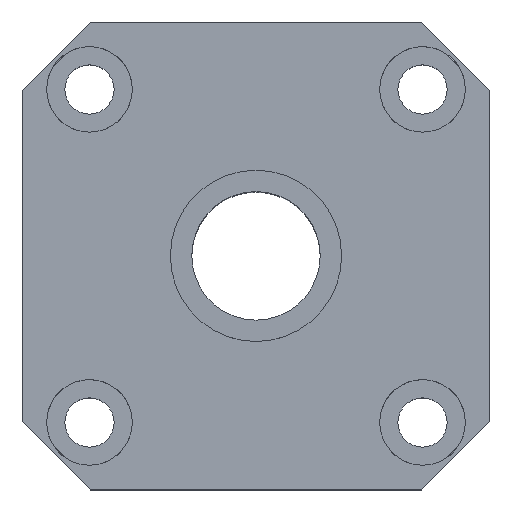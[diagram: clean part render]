
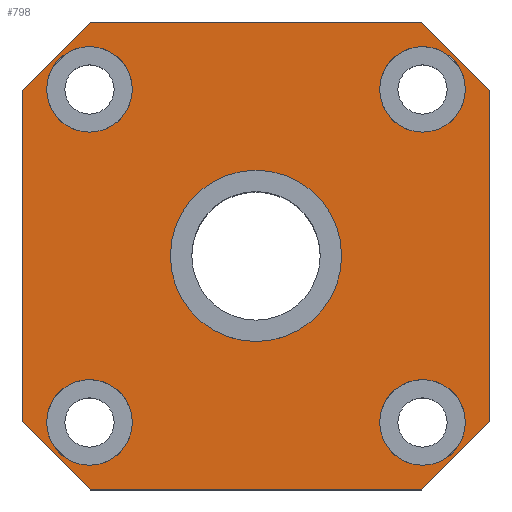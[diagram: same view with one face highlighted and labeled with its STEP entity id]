
A CAD part, top view. The second image highlights one B-rep face of the part: STEP entity #798.
In plain terms, the highlighted planar face has unit normal (0, 0, 1).
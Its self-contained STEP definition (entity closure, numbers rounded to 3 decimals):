
#27=LINE('',#1204,#107);
#28=LINE('',#1206,#108);
#29=LINE('',#1208,#109);
#30=LINE('',#1210,#110);
#31=LINE('',#1212,#111);
#32=LINE('',#1214,#112);
#33=LINE('',#1216,#113);
#34=LINE('',#1217,#114);
#107=VECTOR('',#966,30.972);
#108=VECTOR('',#967,9.);
#109=VECTOR('',#968,30.972);
#110=VECTOR('',#969,9.);
#111=VECTOR('',#970,30.972);
#112=VECTOR('',#971,9.);
#113=VECTOR('',#972,30.972);
#114=VECTOR('',#973,9.);
#182=PLANE('',#861);
#229=FACE_BOUND('',#314,.T.);
#230=FACE_BOUND('',#315,.T.);
#231=FACE_BOUND('',#316,.T.);
#232=FACE_BOUND('',#317,.T.);
#233=FACE_BOUND('',#318,.T.);
#252=FACE_OUTER_BOUND('',#313,.T.);
#313=EDGE_LOOP('',(#592,#593,#594,#595,#596,#597,#598,#599));
#314=EDGE_LOOP('',(#600));
#315=EDGE_LOOP('',(#601));
#316=EDGE_LOOP('',(#602));
#317=EDGE_LOOP('',(#603));
#318=EDGE_LOOP('',(#604));
#384=CIRCLE('',#859,8.);
#385=CIRCLE('',#862,4.);
#386=CIRCLE('',#863,4.);
#387=CIRCLE('',#864,4.);
#388=CIRCLE('',#865,4.);
#414=VERTEX_POINT('',#1198);
#415=VERTEX_POINT('',#1202);
#416=VERTEX_POINT('',#1203);
#417=VERTEX_POINT('',#1205);
#418=VERTEX_POINT('',#1207);
#419=VERTEX_POINT('',#1209);
#420=VERTEX_POINT('',#1211);
#421=VERTEX_POINT('',#1213);
#422=VERTEX_POINT('',#1215);
#423=VERTEX_POINT('',#1218);
#424=VERTEX_POINT('',#1220);
#425=VERTEX_POINT('',#1222);
#426=VERTEX_POINT('',#1224);
#480=EDGE_CURVE('',#414,#414,#384,.T.);
#481=EDGE_CURVE('',#415,#416,#27,.T.);
#482=EDGE_CURVE('',#416,#417,#28,.T.);
#483=EDGE_CURVE('',#417,#418,#29,.T.);
#484=EDGE_CURVE('',#418,#419,#30,.T.);
#485=EDGE_CURVE('',#419,#420,#31,.T.);
#486=EDGE_CURVE('',#420,#421,#32,.T.);
#487=EDGE_CURVE('',#421,#422,#33,.T.);
#488=EDGE_CURVE('',#422,#415,#34,.T.);
#489=EDGE_CURVE('',#423,#423,#385,.T.);
#490=EDGE_CURVE('',#424,#424,#386,.T.);
#491=EDGE_CURVE('',#425,#425,#387,.T.);
#492=EDGE_CURVE('',#426,#426,#388,.T.);
#592=ORIENTED_EDGE('',*,*,#481,.T.);
#593=ORIENTED_EDGE('',*,*,#482,.T.);
#594=ORIENTED_EDGE('',*,*,#483,.T.);
#595=ORIENTED_EDGE('',*,*,#484,.T.);
#596=ORIENTED_EDGE('',*,*,#485,.T.);
#597=ORIENTED_EDGE('',*,*,#486,.T.);
#598=ORIENTED_EDGE('',*,*,#487,.T.);
#599=ORIENTED_EDGE('',*,*,#488,.T.);
#600=ORIENTED_EDGE('',*,*,#489,.T.);
#601=ORIENTED_EDGE('',*,*,#490,.T.);
#602=ORIENTED_EDGE('',*,*,#491,.T.);
#603=ORIENTED_EDGE('',*,*,#492,.T.);
#604=ORIENTED_EDGE('',*,*,#480,.T.);
#798=ADVANCED_FACE('',(#252,#229,#230,#231,#232,#233),#182,.T.);
#859=AXIS2_PLACEMENT_3D('',#1199,#960,#961);
#861=AXIS2_PLACEMENT_3D('',#1201,#964,#965);
#862=AXIS2_PLACEMENT_3D('',#1219,#974,#975);
#863=AXIS2_PLACEMENT_3D('',#1221,#976,#977);
#864=AXIS2_PLACEMENT_3D('',#1223,#978,#979);
#865=AXIS2_PLACEMENT_3D('',#1225,#980,#981);
#960=DIRECTION('center_axis',(0.,0.,-1.));
#961=DIRECTION('ref_axis',(-1.,0.,0.));
#964=DIRECTION('center_axis',(0.,0.,1.));
#965=DIRECTION('ref_axis',(1.,0.,0.));
#966=DIRECTION('',(-1.,0.,0.));
#967=DIRECTION('',(-0.707,-0.707,0.));
#968=DIRECTION('',(0.,-1.,0.));
#969=DIRECTION('',(0.707,-0.707,0.));
#970=DIRECTION('',(1.,0.,0.));
#971=DIRECTION('',(0.707,0.707,0.));
#972=DIRECTION('',(0.,1.,0.));
#973=DIRECTION('',(-0.707,0.707,0.));
#974=DIRECTION('center_axis',(0.,0.,-1.));
#975=DIRECTION('ref_axis',(1.,0.,0.));
#976=DIRECTION('center_axis',(0.,0.,-1.));
#977=DIRECTION('ref_axis',(0.,1.,0.));
#978=DIRECTION('center_axis',(0.,0.,-1.));
#979=DIRECTION('ref_axis',(-1.,0.,0.));
#980=DIRECTION('center_axis',(0.,0.,-1.));
#981=DIRECTION('ref_axis',(0.,-1.,0.));
#1198=CARTESIAN_POINT('',(8.,0.,12.));
#1199=CARTESIAN_POINT('Origin',(0.,0.,12.));
#1201=CARTESIAN_POINT('Origin',(0.,0.,12.));
#1202=CARTESIAN_POINT('',(15.486,21.85,12.));
#1203=CARTESIAN_POINT('',(-15.486,21.85,12.));
#1204=CARTESIAN_POINT('',(15.486,21.85,12.));
#1205=CARTESIAN_POINT('',(-21.85,15.486,12.));
#1206=CARTESIAN_POINT('',(-15.486,21.85,12.));
#1207=CARTESIAN_POINT('',(-21.85,-15.486,12.));
#1208=CARTESIAN_POINT('',(-21.85,15.486,12.));
#1209=CARTESIAN_POINT('',(-15.486,-21.85,12.));
#1210=CARTESIAN_POINT('',(-21.85,-15.486,12.));
#1211=CARTESIAN_POINT('',(15.486,-21.85,12.));
#1212=CARTESIAN_POINT('',(-15.486,-21.85,12.));
#1213=CARTESIAN_POINT('',(21.85,-15.486,12.));
#1214=CARTESIAN_POINT('',(15.486,-21.85,12.));
#1215=CARTESIAN_POINT('',(21.85,15.486,12.));
#1216=CARTESIAN_POINT('',(21.85,-15.486,12.));
#1217=CARTESIAN_POINT('',(21.85,15.486,12.));
#1218=CARTESIAN_POINT('',(-11.556,15.556,12.));
#1219=CARTESIAN_POINT('Origin',(-15.556,15.556,12.));
#1220=CARTESIAN_POINT('',(-15.556,-11.556,12.));
#1221=CARTESIAN_POINT('Origin',(-15.556,-15.556,12.));
#1222=CARTESIAN_POINT('',(11.556,-15.556,12.));
#1223=CARTESIAN_POINT('Origin',(15.556,-15.556,12.));
#1224=CARTESIAN_POINT('',(15.556,11.556,12.));
#1225=CARTESIAN_POINT('Origin',(15.556,15.556,12.));
